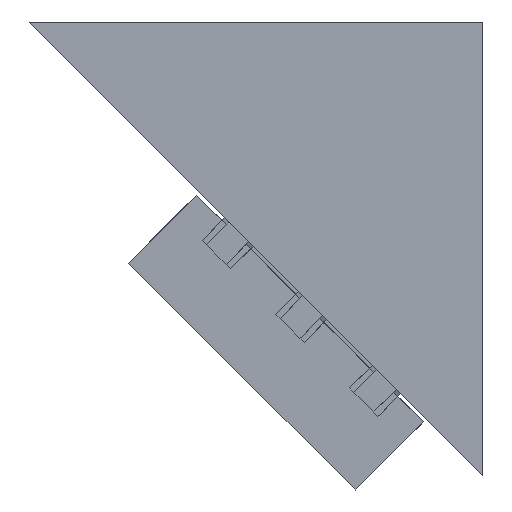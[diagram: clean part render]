
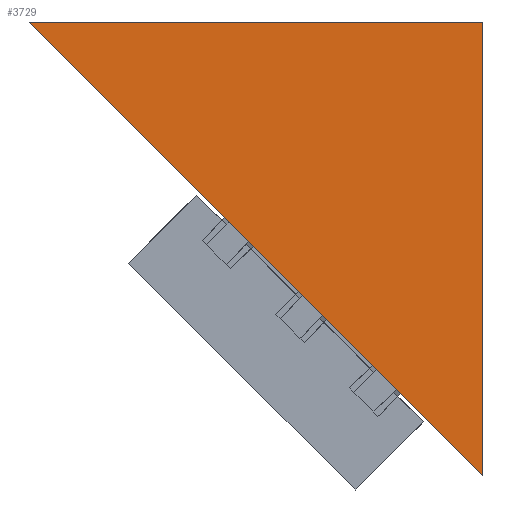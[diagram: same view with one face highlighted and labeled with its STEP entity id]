
A CAD part, front view. The second image highlights one B-rep face of the part: STEP entity #3729.
In plain terms, the highlighted planar face has unit normal (0, -1, 0).
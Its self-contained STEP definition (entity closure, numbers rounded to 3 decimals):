
#326 = EDGE_CURVE ( 'NONE', #8463, #5570, #9630, .T. ) ;
#665 = EDGE_CURVE ( 'NONE', #5570, #3716, #6585, .T. ) ;
#738 = VECTOR ( 'NONE', #10864, 1000. ) ;
#849 = CARTESIAN_POINT ( 'NONE',  ( 0., 0., 0. ) ) ;
#939 = EDGE_CURVE ( 'NONE', #3716, #8463, #8917, .T. ) ;
#1591 = DIRECTION ( 'NONE',  ( 0., 1., 0. ) ) ;
#1715 = CARTESIAN_POINT ( 'NONE',  ( 0., 0., 0. ) ) ;
#3059 = CARTESIAN_POINT ( 'NONE',  ( 2.828, 0., -2.828 ) ) ;
#3716 = VERTEX_POINT ( 'NONE', #849 ) ;
#3729 = ADVANCED_FACE ( 'NONE', ( #8483 ), #6322, .F. ) ;
#3943 = VECTOR ( 'NONE', #7675, 1000. ) ;
#4099 = CARTESIAN_POINT ( 'NONE',  ( 2.828, 0., -2.828 ) ) ;
#4445 = DIRECTION ( 'NONE',  ( 0., 0., 1. ) ) ;
#4569 = CARTESIAN_POINT ( 'NONE',  ( 0., 0., 0. ) ) ;
#5069 = CARTESIAN_POINT ( 'NONE',  ( 2.828, 0., 0. ) ) ;
#5452 = DIRECTION ( 'NONE',  ( -0.707, 0., 0.707 ) ) ;
#5570 = VERTEX_POINT ( 'NONE', #4099 ) ;
#5779 = EDGE_LOOP ( 'NONE', ( #10406, #8983, #10924 ) ) ;
#6322 = PLANE ( 'NONE',  #10047 ) ;
#6585 = LINE ( 'NONE', #4569, #11002 ) ;
#7675 = DIRECTION ( 'NONE',  ( 0., 0., -1. ) ) ;
#8463 = VERTEX_POINT ( 'NONE', #8938 ) ;
#8483 = FACE_OUTER_BOUND ( 'NONE', #5779, .T. ) ;
#8917 = LINE ( 'NONE', #5069, #738 ) ;
#8938 = CARTESIAN_POINT ( 'NONE',  ( 2.828, 0., 0. ) ) ;
#8983 = ORIENTED_EDGE ( 'NONE', *, *, #665, .F. ) ;
#9630 = LINE ( 'NONE', #3059, #3943 ) ;
#10047 = AXIS2_PLACEMENT_3D ( 'NONE', #1715, #1591, #4445 ) ;
#10406 = ORIENTED_EDGE ( 'NONE', *, *, #939, .F. ) ;
#10864 = DIRECTION ( 'NONE',  ( 1., 0., 0. ) ) ;
#10924 = ORIENTED_EDGE ( 'NONE', *, *, #326, .F. ) ;
#11002 = VECTOR ( 'NONE', #5452, 1000. ) ;
